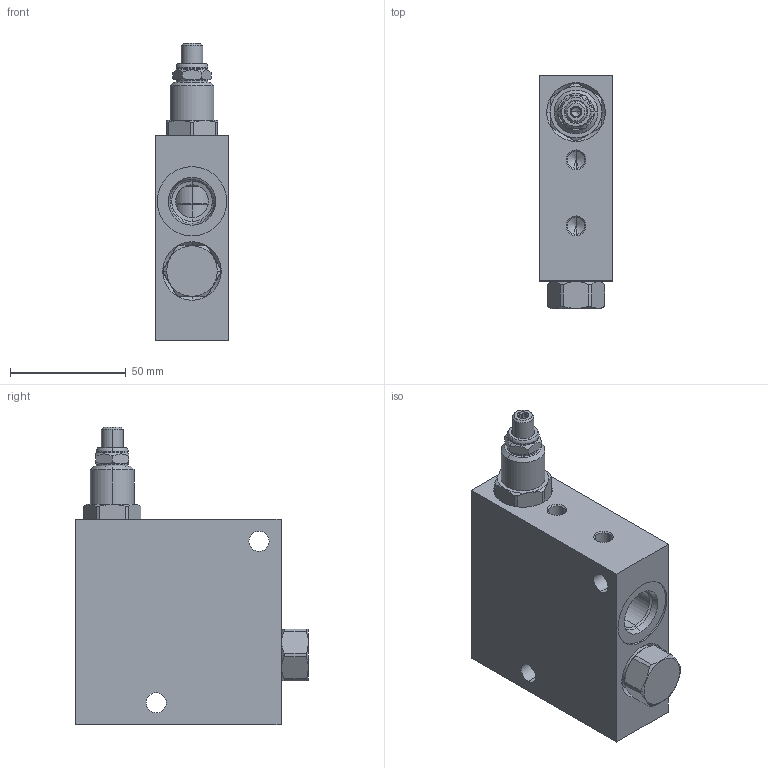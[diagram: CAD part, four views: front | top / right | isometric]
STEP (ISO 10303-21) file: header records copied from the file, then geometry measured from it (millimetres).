
FILE_DESCRIPTION((''),'2;1');
FILE_NAME('YFCRLCNAJ_ASM','2021-05-21T',('ProEService'),(''),'PRO/ENGINEER BY PARAMETRIC TECHNOLOGY CORPORATION, 2014200','PRO/ENGINEER BY PARAMETRIC TECHNOLOGY CORPORATION, 2014200','');
FILE_SCHEMA(('CONFIG_CONTROL_DESIGN'));
Length unit declared in the file: inch
Products named in the file (4): 151-547-005; NFCCLCN; LRDCXHN; YFCRLCNAJ_ASM
Assembly tree (3 placements, depth 2):
  YFCRLCNAJ_ASM
    151-547-005
    NFCCLCN
    LRDCXHN
Bounding box: 31.75 x 100.79 x 128.72 mm (x, y, z)
Volume: 224655 mm3; surface area: 55222.4 mm2
Topology: 7 solids, 9 shells, 409 faces, 1174 edges, 904 vertices
Faces by surface type: cylinder 154, cone 120, plane 83, torus 34, revolution 18
Entity records: 14992 total; most frequent: CARTESIAN_POINT 4226, DIRECTION 2384, ORIENTED_EDGE 1828, EDGE_CURVE 914, AXIS2_PLACEMENT_3D 889, VECTOR 588, LINE 588, VERTEX_POINT 547
